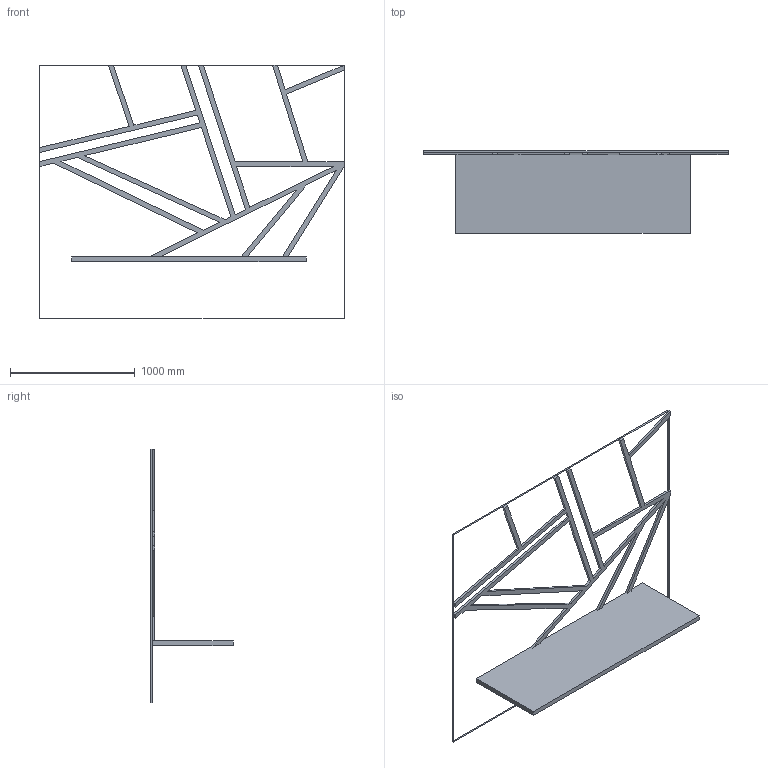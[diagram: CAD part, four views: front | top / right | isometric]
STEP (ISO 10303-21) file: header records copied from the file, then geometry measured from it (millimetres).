
FILE_DESCRIPTION(/* description */ ('','CAx-IF Rec.Pracs.---Representation and Presentation of Product Manufacturing Information (PMI)---4.0---2014-10-13'),/* implementation_level */ '2;1');
FILE_NAME(/* name */ '57594fc1-cb11-47c4-8de9-112dd976b107.stp',/* time_stamp */ '2025-01-03T21:30:11Z',/* author */ (''),/* organization */ (''),/* preprocessor_version */ 'ST-DEVELOPER v20',/* originating_system */ 'Autodesk Translation Framework v13.20.0.188',/* authorisation */ '');
FILE_SCHEMA (('AP242_MANAGED_MODEL_BASED_3D_ENGINEERING_MIM_LF { 1 0 10303 442 1 1 4 }'));
Length unit declared in the file: inch
Products named in the file (1): deskwall
Bounding box: 2438.75 x 660.4 x 2032 mm (x, y, z)
Volume: 56188100.5 mm3; surface area: 4279618.1 mm2
Topology: 1 solids, 2 shells, 61 faces, 177 edges, 118 vertices
Faces by surface type: plane 61
Entity records: 2013 total; most frequent: CARTESIAN_POINT 357, ORIENTED_EDGE 346, DIRECTION 301, LINE 177, VECTOR 177, EDGE_CURVE 177, VERTEX_POINT 118, EDGE_LOOP 67
